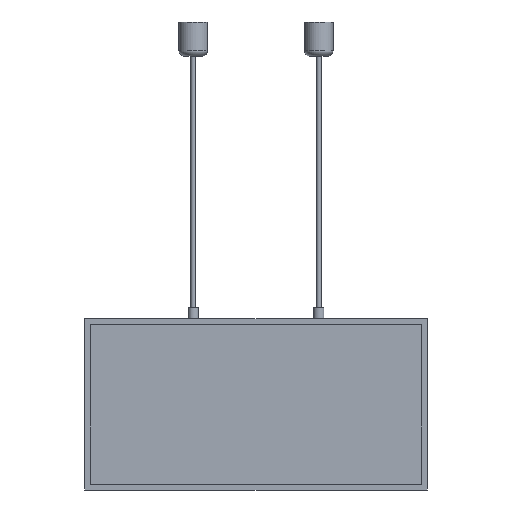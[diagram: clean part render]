
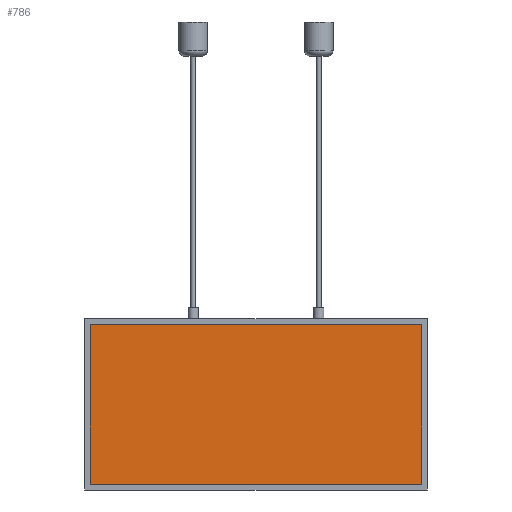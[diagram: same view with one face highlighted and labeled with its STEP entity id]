
A CAD part, front view. The second image highlights one B-rep face of the part: STEP entity #786.
In plain terms, the highlighted planar face has unit normal (0, -1, 0).
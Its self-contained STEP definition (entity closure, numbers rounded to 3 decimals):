
#188=ORIENTED_EDGE('',*,*,#309,.F.);
#189=ORIENTED_EDGE('',*,*,#315,.F.);
#190=ORIENTED_EDGE('',*,*,#313,.F.);
#191=ORIENTED_EDGE('',*,*,#311,.F.);
#309=EDGE_CURVE('',#386,#387,#475,.T.);
#311=EDGE_CURVE('',#387,#388,#477,.T.);
#313=EDGE_CURVE('',#388,#389,#479,.T.);
#315=EDGE_CURVE('',#389,#386,#481,.T.);
#386=VERTEX_POINT('',#1246);
#387=VERTEX_POINT('',#1248);
#388=VERTEX_POINT('',#1252);
#389=VERTEX_POINT('',#1256);
#475=LINE('',#1247,#559);
#477=LINE('',#1251,#561);
#479=LINE('',#1255,#563);
#481=LINE('',#1259,#565);
#559=VECTOR('',#1012,1000.);
#561=VECTOR('',#1016,1000.);
#563=VECTOR('',#1020,1000.);
#565=VECTOR('',#1024,1000.);
#612=EDGE_LOOP('',(#188,#189,#190,#191));
#682=FACE_BOUND('',#612,.T.);
#744=PLANE('',#851);
#786=ADVANCED_FACE('',(#682),#744,.F.);
#851=AXIS2_PLACEMENT_3D('',#1260,#1025,#1026);
#1012=DIRECTION('',(-1.,0.,0.));
#1016=DIRECTION('',(0.,0.,1.));
#1020=DIRECTION('',(1.,0.,0.));
#1024=DIRECTION('',(0.,0.,-1.));
#1025=DIRECTION('',(0.,1.,0.));
#1026=DIRECTION('',(0.,0.,1.));
#1246=CARTESIAN_POINT('',(290.,2.,-140.));
#1247=CARTESIAN_POINT('',(290.,2.,-140.));
#1248=CARTESIAN_POINT('',(-290.,2.,-140.));
#1251=CARTESIAN_POINT('',(-290.,2.,-140.));
#1252=CARTESIAN_POINT('',(-290.,2.,140.));
#1255=CARTESIAN_POINT('',(-290.,2.,140.));
#1256=CARTESIAN_POINT('',(290.,2.,140.));
#1259=CARTESIAN_POINT('',(290.,2.,140.));
#1260=CARTESIAN_POINT('',(0.,2.,0.));
